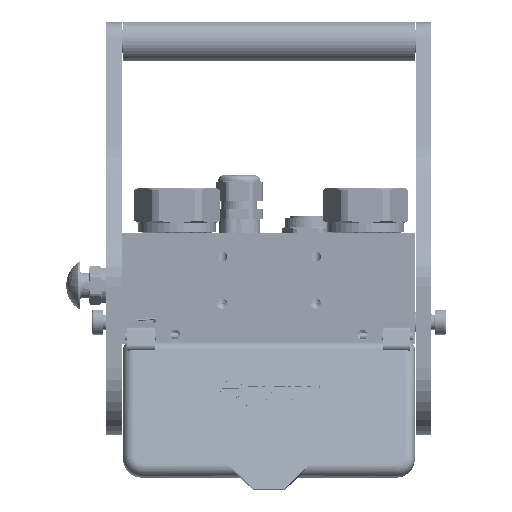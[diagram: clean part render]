
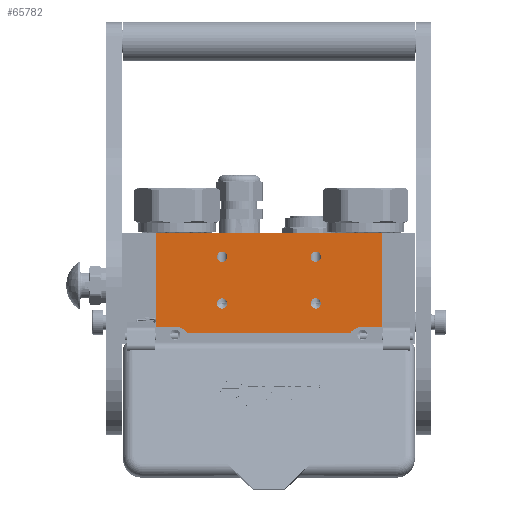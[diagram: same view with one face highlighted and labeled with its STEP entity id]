
A CAD part, left-side view. The second image highlights one B-rep face of the part: STEP entity #65782.
In plain terms, the highlighted face is planar.
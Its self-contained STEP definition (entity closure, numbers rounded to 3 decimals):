
#69 = EDGE_CURVE ( 'NONE', #65353, #124109, #110336, .T. ) ;
#1147 = ORIENTED_EDGE ( 'NONE', *, *, #1685, .F. ) ;
#1368 = DIRECTION ( 'NONE',  ( 0., -1., 0. ) ) ;
#1685 = EDGE_CURVE ( 'NONE', #153590, #116143, #67888, .T. ) ;
#5165 = VERTEX_POINT ( 'NONE', #74847 ) ;
#5689 = ORIENTED_EDGE ( 'NONE', *, *, #156787, .T. ) ;
#5888 = DIRECTION ( 'NONE',  ( 0., 0., -1. ) ) ;
#6268 = VECTOR ( 'NONE', #27115, 1000. ) ;
#6838 = VECTOR ( 'NONE', #58169, 1000. ) ;
#7620 = DIRECTION ( 'NONE',  ( 0., 1., 0. ) ) ;
#7676 = CIRCLE ( 'NONE', #143469, 10. ) ;
#7792 = CARTESIAN_POINT ( 'NONE',  ( 21.3, 60., -108. ) ) ;
#8043 = CIRCLE ( 'NONE', #98761, 3.3 ) ;
#10676 = LINE ( 'NONE', #173370, #127598 ) ;
#11406 = CIRCLE ( 'NONE', #161668, 3.3 ) ;
#11485 = DIRECTION ( 'NONE',  ( 0., 0., -1. ) ) ;
#12017 = AXIS2_PLACEMENT_3D ( 'NONE', #66843, #81979, #1368 ) ;
#12229 = VERTEX_POINT ( 'NONE', #17527 ) ;
#12962 = CARTESIAN_POINT ( 'NONE',  ( 124., 18.3, -108. ) ) ;
#13064 = VERTEX_POINT ( 'NONE', #141511 ) ;
#13560 = PLANE ( 'NONE',  #82440 ) ;
#14619 = DIRECTION ( 'NONE',  ( 0., 1., 0. ) ) ;
#14656 = LINE ( 'NONE', #7792, #6268 ) ;
#15461 = ORIENTED_EDGE ( 'NONE', *, *, #131911, .F. ) ;
#17527 = CARTESIAN_POINT ( 'NONE',  ( 21.3, 0., -108. ) ) ;
#20887 = VERTEX_POINT ( 'NONE', #74039 ) ;
#22836 = CARTESIAN_POINT ( 'NONE',  ( 64., 15., -108. ) ) ;
#24039 = CARTESIAN_POINT ( 'NONE',  ( 64., 48.3, -108. ) ) ;
#25541 = FACE_BOUND ( 'NONE', #73074, .T. ) ;
#27115 = DIRECTION ( 'NONE',  ( 1., 0., 0. ) ) ;
#28166 = VECTOR ( 'NONE', #102028, 1000. ) ;
#29753 = FACE_BOUND ( 'NONE', #38355, .T. ) ;
#30070 = ORIENTED_EDGE ( 'NONE', *, *, #100896, .T. ) ;
#30694 = VERTEX_POINT ( 'NONE', #46248 ) ;
#31699 = CARTESIAN_POINT ( 'NONE',  ( 64., 11.7, -108. ) ) ;
#32950 = EDGE_CURVE ( 'NONE', #12229, #5165, #111319, .T. ) ;
#35155 = DIRECTION ( 'NONE',  ( 0., 0., -1. ) ) ;
#35472 = CARTESIAN_POINT ( 'NONE',  ( 166.7, 60., -108. ) ) ;
#36985 = CARTESIAN_POINT ( 'NONE',  ( 124., 41.7, -108. ) ) ;
#37827 = CARTESIAN_POINT ( 'NONE',  ( 124., 45., -108. ) ) ;
#38355 = EDGE_LOOP ( 'NONE', ( #40464, #15461 ) ) ;
#40464 = ORIENTED_EDGE ( 'NONE', *, *, #69, .F. ) ;
#42570 = ORIENTED_EDGE ( 'NONE', *, *, #86996, .F. ) ;
#43189 = DIRECTION ( 'NONE',  ( -1., 0., 0. ) ) ;
#43436 = CIRCLE ( 'NONE', #151435, 3.3 ) ;
#46248 = CARTESIAN_POINT ( 'NONE',  ( 42.146, 64.2, -108. ) ) ;
#48759 = LINE ( 'NONE', #35472, #109336 ) ;
#53165 = DIRECTION ( 'NONE',  ( 0., 0., -1. ) ) ;
#54327 = CARTESIAN_POINT ( 'NONE',  ( 124., 48.3, -108. ) ) ;
#55000 = DIRECTION ( 'NONE',  ( 0.815, -0.58, 0. ) ) ;
#57334 = DIRECTION ( 'NONE',  ( 0., 0., -1. ) ) ;
#58169 = DIRECTION ( 'NONE',  ( 0., 1., 0. ) ) ;
#59351 = EDGE_CURVE ( 'NONE', #13064, #30694, #110219, .T. ) ;
#59598 = EDGE_CURVE ( 'NONE', #30694, #133198, #154154, .T. ) ;
#61593 = DIRECTION ( 'NONE',  ( 0., 0., -1. ) ) ;
#63683 = ORIENTED_EDGE ( 'NONE', *, *, #148275, .F. ) ;
#65353 = VERTEX_POINT ( 'NONE', #86089 ) ;
#65782 = ADVANCED_FACE ( 'NONE', ( #169519, #29753, #25541, #131997, #106804 ), #13560, .T. ) ;
#66843 = CARTESIAN_POINT ( 'NONE',  ( 64., 45., -108. ) ) ;
#67619 = CARTESIAN_POINT ( 'NONE',  ( 166.7, 0., -108. ) ) ;
#67888 = LINE ( 'NONE', #157470, #28166 ) ;
#68486 = AXIS2_PLACEMENT_3D ( 'NONE', #22836, #127858, #7620 ) ;
#69635 = CARTESIAN_POINT ( 'NONE',  ( 166.7, 0., -108. ) ) ;
#69943 = CARTESIAN_POINT ( 'NONE',  ( 34., 60., -108. ) ) ;
#70352 = CARTESIAN_POINT ( 'NONE',  ( 64., 18.3, -108. ) ) ;
#72479 = VERTEX_POINT ( 'NONE', #36985 ) ;
#73074 = EDGE_LOOP ( 'NONE', ( #169376, #63683 ) ) ;
#73738 = ORIENTED_EDGE ( 'NONE', *, *, #97997, .F. ) ;
#74039 = CARTESIAN_POINT ( 'NONE',  ( 64., 41.7, -108. ) ) ;
#74703 = ORIENTED_EDGE ( 'NONE', *, *, #168558, .F. ) ;
#74847 = CARTESIAN_POINT ( 'NONE',  ( 21.3, 60., -108. ) ) ;
#75206 = CARTESIAN_POINT ( 'NONE',  ( 34., 70., -108. ) ) ;
#76700 = CARTESIAN_POINT ( 'NONE',  ( 64., 15., -108. ) ) ;
#79356 = EDGE_CURVE ( 'NONE', #169809, #13064, #7676, .T. ) ;
#81046 = EDGE_CURVE ( 'NONE', #122764, #158418, #11406, .T. ) ;
#81979 = DIRECTION ( 'NONE',  ( 0., 0., -1. ) ) ;
#82440 = AXIS2_PLACEMENT_3D ( 'NONE', #69635, #57334, #150745 ) ;
#83357 = EDGE_CURVE ( 'NONE', #20887, #148131, #139943, .T. ) ;
#84593 = CARTESIAN_POINT ( 'NONE',  ( 145.854, 64.2, -108. ) ) ;
#85321 = DIRECTION ( 'NONE',  ( 0., -1., 0. ) ) ;
#86089 = CARTESIAN_POINT ( 'NONE',  ( 124., 11.7, -108. ) ) ;
#86996 = EDGE_CURVE ( 'NONE', #104641, #72479, #119526, .T. ) ;
#88907 = CIRCLE ( 'NONE', #68486, 3.3 ) ;
#89358 = DIRECTION ( 'NONE',  ( 0., -1., 0. ) ) ;
#90712 = ORIENTED_EDGE ( 'NONE', *, *, #59598, .F. ) ;
#93066 = AXIS2_PLACEMENT_3D ( 'NONE', #37827, #11485, #118238 ) ;
#94560 = CARTESIAN_POINT ( 'NONE',  ( 64., 45., -108. ) ) ;
#95946 = AXIS2_PLACEMENT_3D ( 'NONE', #75206, #114397, #55000 ) ;
#97339 = ORIENTED_EDGE ( 'NONE', *, *, #32950, .T. ) ;
#97997 = EDGE_CURVE ( 'NONE', #116143, #169809, #48759, .T. ) ;
#98761 = AXIS2_PLACEMENT_3D ( 'NONE', #173196, #107715, #148048 ) ;
#100896 = EDGE_CURVE ( 'NONE', #5165, #133198, #14656, .T. ) ;
#101517 = EDGE_LOOP ( 'NONE', ( #173236, #42570 ) ) ;
#102028 = DIRECTION ( 'NONE',  ( 0., 1., 0. ) ) ;
#104641 = VERTEX_POINT ( 'NONE', #54327 ) ;
#105567 = DIRECTION ( 'NONE',  ( -1., 0., 0. ) ) ;
#106804 = FACE_OUTER_BOUND ( 'NONE', #152877, .T. ) ;
#107715 = DIRECTION ( 'NONE',  ( 0., 0., -1. ) ) ;
#107955 = CARTESIAN_POINT ( 'NONE',  ( 154., 70., -108. ) ) ;
#109336 = VECTOR ( 'NONE', #128771, 1000. ) ;
#109457 = CARTESIAN_POINT ( 'NONE',  ( 21.3, 0., -108. ) ) ;
#110219 = LINE ( 'NONE', #84593, #149973 ) ;
#110336 = CIRCLE ( 'NONE', #141508, 3.3 ) ;
#110942 = CARTESIAN_POINT ( 'NONE',  ( 124., 45., -108. ) ) ;
#111319 = LINE ( 'NONE', #109457, #6838 ) ;
#114397 = DIRECTION ( 'NONE',  ( 0., 0., -1. ) ) ;
#115546 = CARTESIAN_POINT ( 'NONE',  ( 124., 15., -108. ) ) ;
#116143 = VERTEX_POINT ( 'NONE', #172343 ) ;
#118238 = DIRECTION ( 'NONE',  ( 0., 1., 0. ) ) ;
#119526 = CIRCLE ( 'NONE', #93066, 3.3 ) ;
#122200 = CARTESIAN_POINT ( 'NONE',  ( 154., 60., -108. ) ) ;
#122764 = VERTEX_POINT ( 'NONE', #31699 ) ;
#124109 = VERTEX_POINT ( 'NONE', #12962 ) ;
#125069 = EDGE_CURVE ( 'NONE', #72479, #104641, #43436, .T. ) ;
#127598 = VECTOR ( 'NONE', #105567, 1000. ) ;
#127858 = DIRECTION ( 'NONE',  ( 0., 0., -1. ) ) ;
#127892 = ORIENTED_EDGE ( 'NONE', *, *, #79356, .F. ) ;
#128771 = DIRECTION ( 'NONE',  ( -1., 0., 0. ) ) ;
#131911 = EDGE_CURVE ( 'NONE', #124109, #65353, #8043, .T. ) ;
#131963 = DIRECTION ( 'NONE',  ( 0., -1., 0. ) ) ;
#131997 = FACE_BOUND ( 'NONE', #147523, .T. ) ;
#133198 = VERTEX_POINT ( 'NONE', #69943 ) ;
#136563 = DIRECTION ( 'NONE',  ( 0., 0., -1. ) ) ;
#139943 = CIRCLE ( 'NONE', #12017, 3.3 ) ;
#141508 = AXIS2_PLACEMENT_3D ( 'NONE', #115546, #35155, #89358 ) ;
#141511 = CARTESIAN_POINT ( 'NONE',  ( 145.854, 64.2, -108. ) ) ;
#143469 = AXIS2_PLACEMENT_3D ( 'NONE', #107955, #53165, #131963 ) ;
#147069 = CIRCLE ( 'NONE', #153454, 3.3 ) ;
#147523 = EDGE_LOOP ( 'NONE', ( #150436, #74703 ) ) ;
#148048 = DIRECTION ( 'NONE',  ( 0., 1., 0. ) ) ;
#148131 = VERTEX_POINT ( 'NONE', #24039 ) ;
#148275 = EDGE_CURVE ( 'NONE', #148131, #20887, #147069, .T. ) ;
#149973 = VECTOR ( 'NONE', #43189, 1000. ) ;
#150436 = ORIENTED_EDGE ( 'NONE', *, *, #81046, .F. ) ;
#150745 = DIRECTION ( 'NONE',  ( -1., 0., 0. ) ) ;
#151435 = AXIS2_PLACEMENT_3D ( 'NONE', #110942, #5888, #85321 ) ;
#152877 = EDGE_LOOP ( 'NONE', ( #1147, #5689, #97339, #30070, #90712, #157659, #127892, #73738 ) ) ;
#153454 = AXIS2_PLACEMENT_3D ( 'NONE', #94560, #136563, #14619 ) ;
#153590 = VERTEX_POINT ( 'NONE', #67619 ) ;
#154154 = CIRCLE ( 'NONE', #95946, 10. ) ;
#156787 = EDGE_CURVE ( 'NONE', #153590, #12229, #10676, .T. ) ;
#157470 = CARTESIAN_POINT ( 'NONE',  ( 166.7, 0., -108. ) ) ;
#157659 = ORIENTED_EDGE ( 'NONE', *, *, #59351, .F. ) ;
#158418 = VERTEX_POINT ( 'NONE', #70352 ) ;
#161668 = AXIS2_PLACEMENT_3D ( 'NONE', #76700, #61593, #168919 ) ;
#168558 = EDGE_CURVE ( 'NONE', #158418, #122764, #88907, .T. ) ;
#168919 = DIRECTION ( 'NONE',  ( 0., -1., 0. ) ) ;
#169376 = ORIENTED_EDGE ( 'NONE', *, *, #83357, .F. ) ;
#169519 = FACE_BOUND ( 'NONE', #101517, .T. ) ;
#169809 = VERTEX_POINT ( 'NONE', #122200 ) ;
#172343 = CARTESIAN_POINT ( 'NONE',  ( 166.7, 60., -108. ) ) ;
#173196 = CARTESIAN_POINT ( 'NONE',  ( 124., 15., -108. ) ) ;
#173236 = ORIENTED_EDGE ( 'NONE', *, *, #125069, .F. ) ;
#173370 = CARTESIAN_POINT ( 'NONE',  ( 166.7, 0., -108. ) ) ;
